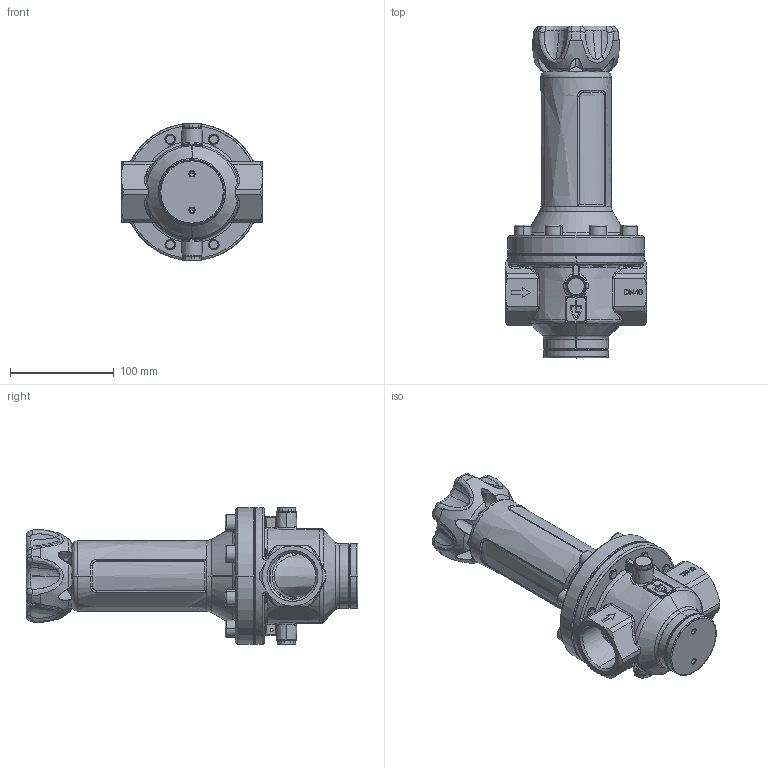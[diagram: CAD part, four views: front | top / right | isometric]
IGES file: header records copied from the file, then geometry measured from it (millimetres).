
Start section: SolidWorks IGES file using analytic representation for surfaces
Global section: file name: 684-40-f+f-40+40.IGS; native system: SolidWorks 2013; preprocessor: SolidWorks 2013; author: Blankenhorn; date: 140723.115031; units: millimetre
Bounding box: 136 x 319.8 x 132 mm (x, y, z)
Surface area: 281149.1 mm2 (no closed solid volume)
Topology: 0 solids, 0 shells, 2282 faces, 24988 edges, 24930 vertices
Faces by surface type: bspline 1548, revolution 734
